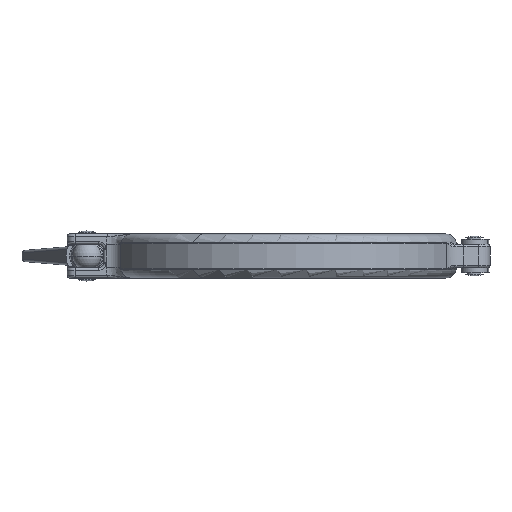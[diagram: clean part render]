
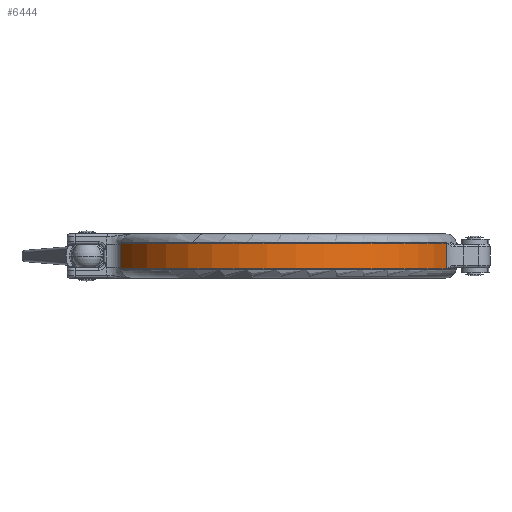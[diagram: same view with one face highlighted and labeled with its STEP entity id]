
A CAD part, front view. The second image highlights one B-rep face of the part: STEP entity #6444.
In plain terms, the highlighted cylindrical face has radius 66.35 mm (diameter 132.7 mm), a partial arc.
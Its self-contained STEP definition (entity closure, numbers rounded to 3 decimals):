
#48 = DIRECTION ( 'NONE',  ( 0., 0., -1. ) ) ;
#281 = DIRECTION ( 'NONE',  ( -1., 0., 0. ) ) ;
#945 = DIRECTION ( 'NONE',  ( 1., 0., 0. ) ) ;
#1767 = CARTESIAN_POINT ( 'NONE',  ( 62.396, -22.561, -4.872 ) ) ;
#1868 = ORIENTED_EDGE ( 'NONE', *, *, #8523, .T. ) ;
#1907 = VERTEX_POINT ( 'NONE', #14744 ) ;
#2044 = VECTOR ( 'NONE', #4276, 1000. ) ;
#2433 = FACE_OUTER_BOUND ( 'NONE', #5292, .T. ) ;
#2719 = DIRECTION ( 'NONE',  ( 0., 0., -1. ) ) ;
#3620 = EDGE_CURVE ( 'NONE', #1907, #10976, #10394, .T. ) ;
#3870 = DIRECTION ( 'NONE',  ( -1., 0., 0. ) ) ;
#3913 = LINE ( 'NONE', #8766, #5838 ) ;
#4042 = AXIS2_PLACEMENT_3D ( 'NONE', #12454, #14755, #3870 ) ;
#4136 = EDGE_CURVE ( 'NONE', #10976, #6277, #3913, .T. ) ;
#4276 = DIRECTION ( 'NONE',  ( 0., 0., 1. ) ) ;
#5292 = EDGE_LOOP ( 'NONE', ( #13363, #7786, #6067, #1868 ) ) ;
#5838 = VECTOR ( 'NONE', #2719, 1000. ) ;
#6067 = ORIENTED_EDGE ( 'NONE', *, *, #4136, .T. ) ;
#6277 = VERTEX_POINT ( 'NONE', #14353 ) ;
#6444 = ADVANCED_FACE ( 'NONE', ( #2433 ), #7269, .T. ) ;
#7269 = CYLINDRICAL_SURFACE ( 'NONE', #14274, 66.35 ) ;
#7786 = ORIENTED_EDGE ( 'NONE', *, *, #3620, .T. ) ;
#7907 = VERTEX_POINT ( 'NONE', #1767 ) ;
#8020 = LINE ( 'NONE', #12869, #2044 ) ;
#8103 = AXIS2_PLACEMENT_3D ( 'NONE', #11900, #8242, #945 ) ;
#8242 = DIRECTION ( 'NONE',  ( 0., 0., -1. ) ) ;
#8386 = EDGE_CURVE ( 'NONE', #7907, #1907, #8020, .T. ) ;
#8523 = EDGE_CURVE ( 'NONE', #6277, #7907, #8870, .T. ) ;
#8766 = CARTESIAN_POINT ( 'NONE',  ( -63.208, -20.176, 8.5 ) ) ;
#8870 = CIRCLE ( 'NONE', #4042, 66.35 ) ;
#9738 = CARTESIAN_POINT ( 'NONE',  ( -63.208, -20.176, 4.872 ) ) ;
#10394 = CIRCLE ( 'NONE', #8103, 66.35 ) ;
#10976 = VERTEX_POINT ( 'NONE', #9738 ) ;
#11152 = CARTESIAN_POINT ( 'NONE',  ( 0., 0., 8.5 ) ) ;
#11900 = CARTESIAN_POINT ( 'NONE',  ( 0., 0., 4.872 ) ) ;
#12454 = CARTESIAN_POINT ( 'NONE',  ( 0., 0., -4.872 ) ) ;
#12869 = CARTESIAN_POINT ( 'NONE',  ( 62.396, -22.561, 8.5 ) ) ;
#13363 = ORIENTED_EDGE ( 'NONE', *, *, #8386, .T. ) ;
#14274 = AXIS2_PLACEMENT_3D ( 'NONE', #11152, #48, #281 ) ;
#14353 = CARTESIAN_POINT ( 'NONE',  ( -63.208, -20.176, -4.872 ) ) ;
#14744 = CARTESIAN_POINT ( 'NONE',  ( 62.396, -22.561, 4.872 ) ) ;
#14755 = DIRECTION ( 'NONE',  ( 0., 0., 1. ) ) ;
